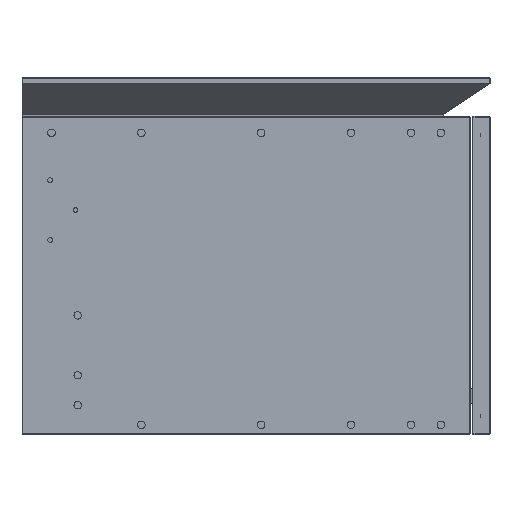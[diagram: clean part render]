
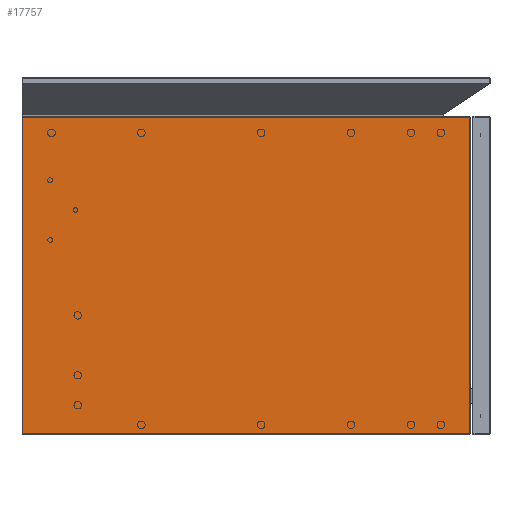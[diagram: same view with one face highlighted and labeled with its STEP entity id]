
A CAD part, left-side view. The second image highlights one B-rep face of the part: STEP entity #17757.
In plain terms, the highlighted planar face has unit normal (-1, 0, 0).
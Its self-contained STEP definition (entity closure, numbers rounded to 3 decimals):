
#17662=CARTESIAN_POINT('',(1510.109,17001.47,-0.8));
#17663=VERTEX_POINT('',#17662);
#17670=CARTESIAN_POINT('',(1510.109,16523.27,-0.8));
#17671=VERTEX_POINT('',#17670);
#17672=CARTESIAN_POINT('',(1510.109,17001.47,-0.8));
#17673=DIRECTION('',(0.0,-1.0,0.0));
#17674=VECTOR('',#17673,478.2);
#17675=LINE('',#17672,#17674);
#17676=EDGE_CURVE('',#17663,#17671,#17675,.T.);
#17693=CARTESIAN_POINT('',(1510.109,16523.27,-339.2));
#17694=VERTEX_POINT('',#17693);
#17695=CARTESIAN_POINT('',(1510.109,16523.27,-0.8));
#17696=DIRECTION('',(0.0,0.0,-1.0));
#17697=VECTOR('',#17696,338.4);
#17698=LINE('',#17695,#17697);
#17699=EDGE_CURVE('',#17671,#17694,#17698,.T.);
#17734=CARTESIAN_POINT('',(1510.109,16762.37,-0.799));
#17735=DIRECTION('',(-1.0,0.0,0.0));
#17736=DIRECTION('',(0.0,0.0,1.0));
#17737=AXIS2_PLACEMENT_3D('',#17734,#17735,#17736);
#17738=PLANE('',#17737);
#17739=ORIENTED_EDGE('',*,*,#17676,.F.);
#17740=CARTESIAN_POINT('',(1510.109,17001.47,-339.2));
#17741=VERTEX_POINT('',#17740);
#17742=CARTESIAN_POINT('',(1510.109,17001.47,-339.2));
#17743=DIRECTION('',(0.0,0.0,1.0));
#17744=VECTOR('',#17743,338.4);
#17745=LINE('',#17742,#17744);
#17746=EDGE_CURVE('',#17741,#17663,#17745,.T.);
#17747=ORIENTED_EDGE('',*,*,#17746,.F.);
#17748=CARTESIAN_POINT('',(1510.109,16523.27,-339.2));
#17749=DIRECTION('',(0.0,1.0,0.0));
#17750=VECTOR('',#17749,478.2);
#17751=LINE('',#17748,#17750);
#17752=EDGE_CURVE('',#17694,#17741,#17751,.T.);
#17753=ORIENTED_EDGE('',*,*,#17752,.F.);
#17754=ORIENTED_EDGE('',*,*,#17699,.F.);
#17755=EDGE_LOOP('',(#17739,#17747,#17753,#17754));
#17756=FACE_OUTER_BOUND('',#17755,.T.);
#17757=ADVANCED_FACE('',(#17756),#17738,.T.);
